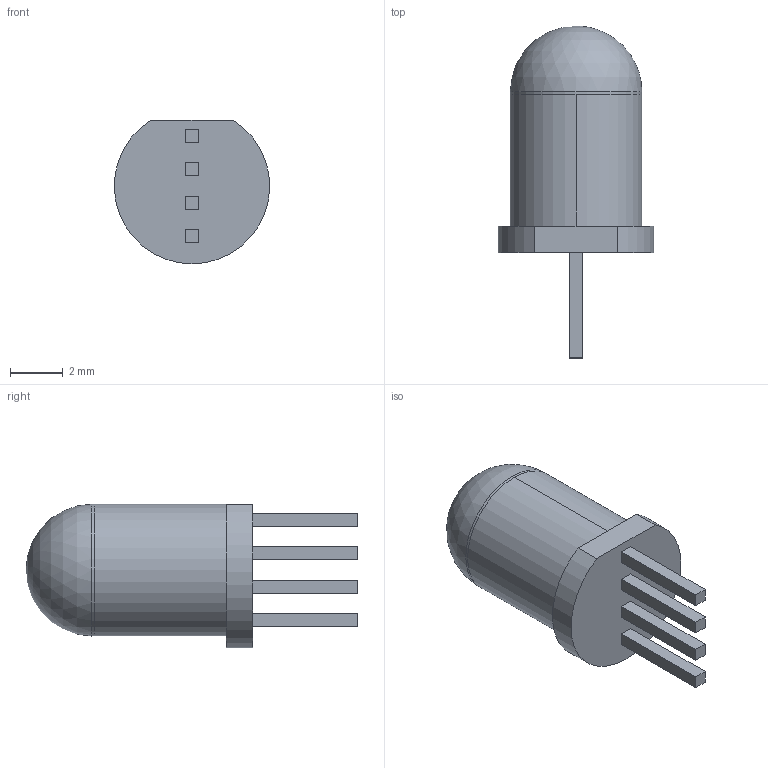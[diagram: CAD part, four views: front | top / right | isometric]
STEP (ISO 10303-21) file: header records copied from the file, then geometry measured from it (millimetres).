
FILE_DESCRIPTION (( 'STEP AP214' ), '1' );
FILE_NAME ('AL-L051RGBC.STEP', '2016-02-22T15:45:23', ( 'Somphop' ), ( '' ), 'SwSTEP 2.0', 'SolidWorks 2012', '' );
FILE_SCHEMA (( 'AUTOMOTIVE_DESIGN' ));
Length unit declared in the file: millimetre
Products named in the file (1): AL-L051RGBC
Bounding box: 5.9 x 12.6 x 5.45 mm (x, y, z)
Volume: 163.3 mm3; surface area: 202.9 mm2
Topology: 1 solids, 1 shells, 29 faces, 70 edges, 46 vertices
Faces by surface type: plane 23, cylinder 4, sphere 2
Entity records: 1163 total; most frequent: CARTESIAN_POINT 140, DIRECTION 136, ORIENTED_EDGE 132, EDGE_CURVE 66, LINE 56, VECTOR 56, VERTEX_POINT 44, AXIS2_PLACEMENT_3D 40
